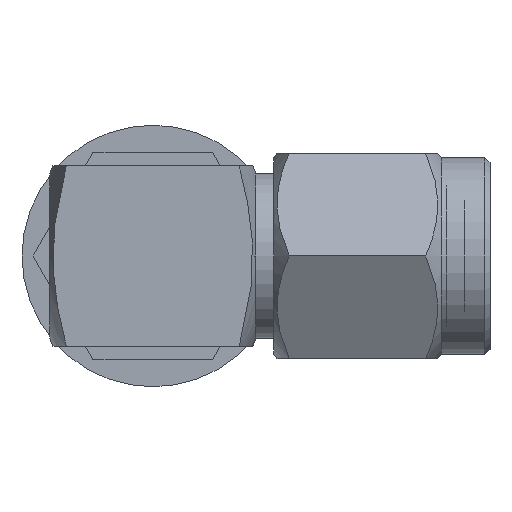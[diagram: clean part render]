
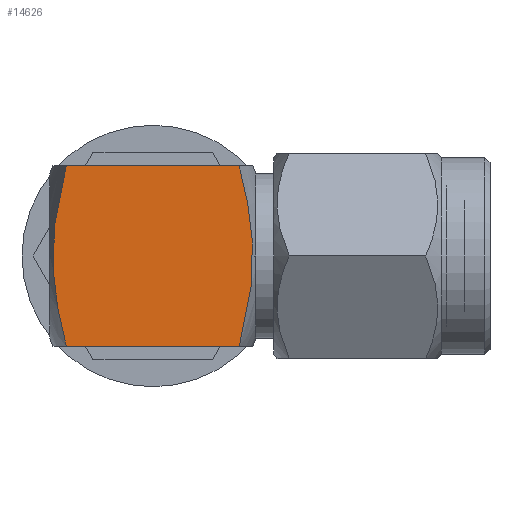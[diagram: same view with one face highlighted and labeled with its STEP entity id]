
A CAD part, left-side view. The second image highlights one B-rep face of the part: STEP entity #14626.
In plain terms, the highlighted face is planar.
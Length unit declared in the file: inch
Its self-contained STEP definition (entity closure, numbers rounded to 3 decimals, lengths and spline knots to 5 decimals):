
#106 = CARTESIAN_POINT ( 'NONE',  ( -0.30829, 0.1378, 0.04598 ) ) ;
#160 = EDGE_CURVE ( 'NONE', #13503, #4733, #12335, .T. ) ;
#454 = CARTESIAN_POINT ( 'NONE',  ( -0.31496, 0.1378, -0.1378 ) ) ;
#963 = FACE_OUTER_BOUND ( 'NONE', #12739, .T. ) ;
#1281 = CARTESIAN_POINT ( 'NONE',  ( -0.31049, 0.1378, 0.02279 ) ) ;
#1757 = VECTOR ( 'NONE', #5249, 39.37008 ) ;
#2055 = DIRECTION ( 'NONE',  ( 0., 0., -1. ) ) ;
#2475 = CARTESIAN_POINT ( 'NONE',  ( -0.31045, 0.1378, -0.02338 ) ) ;
#2670 = VERTEX_POINT ( 'NONE', #9892 ) ;
#3035 = CARTESIAN_POINT ( 'NONE',  ( -0.01423, 0.1378, -0.09223 ) ) ;
#3475 = CARTESIAN_POINT ( 'NONE',  ( -0.00673, 0.1378, -0.04637 ) ) ;
#3652 = CARTESIAN_POINT ( 'NONE',  ( -0.02526, 0.1378, 0.1378 ) ) ;
#4733 = VERTEX_POINT ( 'NONE', #14271 ) ;
#4881 = CARTESIAN_POINT ( 'NONE',  ( -0.2897, 0.1378, -0.1378 ) ) ;
#5228 = B_SPLINE_CURVE_WITH_KNOTS ( 'NONE', 3,
 ( #4881, #6055, #10729, #9559, #2475, #1281, #106, #8369, #7186, #6002 ),
 .UNSPECIFIED., .F., .F.,
 ( 4, 2, 2, 2, 4 ),
 ( 0.00369, 0.00547, 0.00725, 0.00903, 0.01081 ),
 .UNSPECIFIED. ) ;
#5249 = DIRECTION ( 'NONE',  ( 1., 0., 0. ) ) ;
#5734 = ORIENTED_EDGE ( 'NONE', *, *, #160, .T. ) ;
#6002 = CARTESIAN_POINT ( 'NONE',  ( -0.2897, 0.1378, 0.1378 ) ) ;
#6055 = CARTESIAN_POINT ( 'NONE',  ( -0.29553, 0.1378, -0.11515 ) ) ;
#7186 = CARTESIAN_POINT ( 'NONE',  ( -0.29551, 0.1378, 0.11521 ) ) ;
#7959 = CARTESIAN_POINT ( 'NONE',  ( -0.31496, 0.1378, -0.1378 ) ) ;
#8194 = CARTESIAN_POINT ( 'NONE',  ( -0.02526, 0.1378, 0.1378 ) ) ;
#8220 = CARTESIAN_POINT ( 'NONE',  ( -0.00447, 0.1378, 0.02279 ) ) ;
#8369 = CARTESIAN_POINT ( 'NONE',  ( -0.30071, 0.1378, 0.09243 ) ) ;
#9136 = DIRECTION ( 'NONE',  ( 0., -1., 0. ) ) ;
#9547 = AXIS2_PLACEMENT_3D ( 'NONE', #7959, #9136, #2055 ) ;
#9552 = CARTESIAN_POINT ( 'NONE',  ( -0.00451, 0.1378, -0.02338 ) ) ;
#9559 = CARTESIAN_POINT ( 'NONE',  ( -0.30823, 0.1378, -0.04637 ) ) ;
#9567 = ORIENTED_EDGE ( 'NONE', *, *, #11278, .T. ) ;
#9849 = DIRECTION ( 'NONE',  ( 1., 0., 0. ) ) ;
#9892 = CARTESIAN_POINT ( 'NONE',  ( -0.2897, 0.1378, -0.1378 ) ) ;
#10125 = VERTEX_POINT ( 'NONE', #10353 ) ;
#10136 = EDGE_CURVE ( 'NONE', #2670, #4733, #11585, .T. ) ;
#10353 = CARTESIAN_POINT ( 'NONE',  ( -0.2897, 0.1378, 0.1378 ) ) ;
#10583 = ORIENTED_EDGE ( 'NONE', *, *, #11490, .T. ) ;
#10729 = CARTESIAN_POINT ( 'NONE',  ( -0.30073, 0.1378, -0.09223 ) ) ;
#11278 = EDGE_CURVE ( 'NONE', #2670, #10125, #5228, .T. ) ;
#11490 = EDGE_CURVE ( 'NONE', #10125, #13503, #13893, .T. ) ;
#11517 = CARTESIAN_POINT ( 'NONE',  ( -0.02526, 0.1378, -0.1378 ) ) ;
#11534 = CARTESIAN_POINT ( 'NONE',  ( -0.01425, 0.1378, 0.09243 ) ) ;
#11585 = LINE ( 'NONE', #454, #11947 ) ;
#11660 = ORIENTED_EDGE ( 'NONE', *, *, #10136, .F. ) ;
#11947 = VECTOR ( 'NONE', #9849, 39.37008 ) ;
#12335 = B_SPLINE_CURVE_WITH_KNOTS ( 'NONE', 3,
 ( #3652, #14825, #11534, #14204, #8220, #9552, #3475, #3035, #14618, #11517 ),
 .UNSPECIFIED., .F., .F.,
 ( 4, 2, 2, 2, 4 ),
 ( 0.01147, 0.01325, 0.01502, 0.0168, 0.01857 ),
 .UNSPECIFIED. ) ;
#12739 = EDGE_LOOP ( 'NONE', ( #11660, #9567, #10583, #5734 ) ) ;
#13415 = CARTESIAN_POINT ( 'NONE',  ( -0.31496, 0.1378, 0.1378 ) ) ;
#13503 = VERTEX_POINT ( 'NONE', #8194 ) ;
#13893 = LINE ( 'NONE', #13415, #1757 ) ;
#14204 = CARTESIAN_POINT ( 'NONE',  ( -0.00667, 0.1378, 0.04598 ) ) ;
#14271 = CARTESIAN_POINT ( 'NONE',  ( -0.02526, 0.1378, -0.1378 ) ) ;
#14618 = CARTESIAN_POINT ( 'NONE',  ( -0.01944, 0.1378, -0.11515 ) ) ;
#14626 = ADVANCED_FACE ( 'NONE', ( #963 ), #14940, .F. ) ;
#14825 = CARTESIAN_POINT ( 'NONE',  ( -0.01945, 0.1378, 0.11521 ) ) ;
#14940 = PLANE ( 'NONE',  #9547 ) ;
